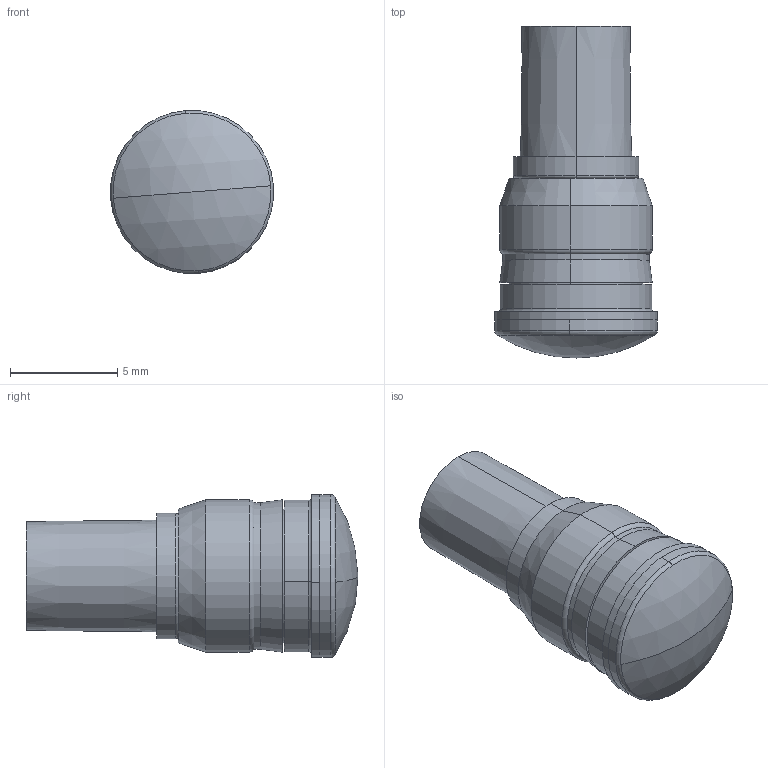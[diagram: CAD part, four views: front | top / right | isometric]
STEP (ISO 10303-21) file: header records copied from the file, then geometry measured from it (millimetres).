
FILE_DESCRIPTION (( 'STEP AP203' ), '1' );
FILE_NAME ('FLX 322.STEP', '2016-07-28T22:29:55', ( '' ), ( '' ), 'SwSTEP 2.0', 'SolidWorks 2014', '' );
FILE_SCHEMA (( 'CONFIG_CONTROL_DESIGN' ));
Length unit declared in the file: inch
Products named in the file (5): LO100; 322 XXX; LCV 056 FLP; 322 SL BLK; FLX 322
Assembly tree (3 placements, depth 2):
  LO100
  FLX 322
    LCV 056 FLP
    322 XXX
    322 SL BLK
Bounding box: 7.6 x 15.49 x 7.6 mm (x, y, z)
Volume: 418.4 mm3; surface area: 824.7 mm2
Topology: 3 solids, 3 shells, 72 faces, 143 edges, 82 vertices
Faces by surface type: cone 28, cylinder 20, torus 10, plane 10, sphere 4
Entity records: 2350 total; most frequent: DIRECTION 390, CARTESIAN_POINT 301, ORIENTED_EDGE 282, AXIS2_PLACEMENT_3D 171, EDGE_CURVE 141, CIRCLE 93, VERTEX_POINT 82, EDGE_LOOP 81
